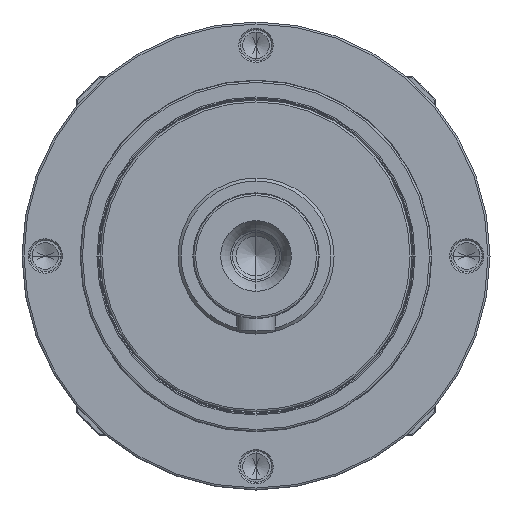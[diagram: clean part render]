
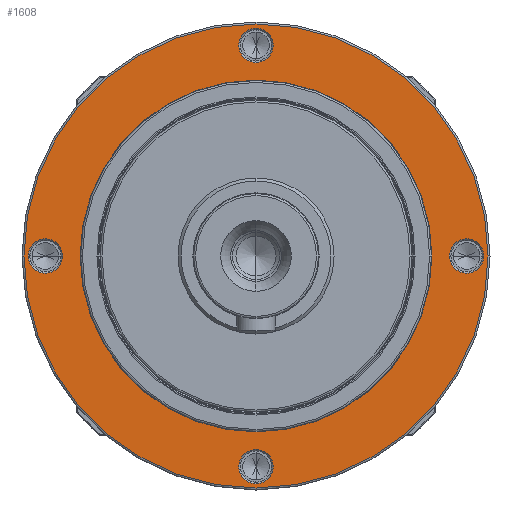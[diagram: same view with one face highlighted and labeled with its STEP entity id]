
A CAD part, left-side view. The second image highlights one B-rep face of the part: STEP entity #1608.
In plain terms, the highlighted planar face has unit normal (-1, 0, 0).
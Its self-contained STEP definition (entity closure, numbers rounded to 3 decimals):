
#308=CARTESIAN_POINT('',(7.,54.,0.));
#309=DIRECTION('',(1.,0.,0.));
#310=DIRECTION('',(0.,-1.,0.));
#311=AXIS2_PLACEMENT_3D('',#308,#309,#310);
#313=CARTESIAN_POINT('',(7.,54.,0.));
#314=DIRECTION('',(1.,0.,0.));
#315=DIRECTION('',(0.,1.,0.));
#316=AXIS2_PLACEMENT_3D('',#313,#314,#315);
#318=CARTESIAN_POINT('',(7.,0.,-54.));
#319=DIRECTION('',(1.,0.,0.));
#320=DIRECTION('',(0.,0.,-1.));
#321=AXIS2_PLACEMENT_3D('',#318,#319,#320);
#323=CARTESIAN_POINT('',(7.,0.,-54.));
#324=DIRECTION('',(1.,0.,0.));
#325=DIRECTION('',(0.,0.,1.));
#326=AXIS2_PLACEMENT_3D('',#323,#324,#325);
#328=CARTESIAN_POINT('',(7.,-54.,0.));
#329=DIRECTION('',(1.,0.,0.));
#330=DIRECTION('',(0.,-1.,0.));
#331=AXIS2_PLACEMENT_3D('',#328,#329,#330);
#333=CARTESIAN_POINT('',(7.,-54.,0.));
#334=DIRECTION('',(1.,0.,0.));
#335=DIRECTION('',(0.,1.,0.));
#336=AXIS2_PLACEMENT_3D('',#333,#334,#335);
#338=CARTESIAN_POINT('',(7.,0.,54.));
#339=DIRECTION('',(1.,0.,0.));
#340=DIRECTION('',(0.,0.,1.));
#341=AXIS2_PLACEMENT_3D('',#338,#339,#340);
#343=CARTESIAN_POINT('',(7.,0.,54.));
#344=DIRECTION('',(1.,0.,0.));
#345=DIRECTION('',(0.,0.,-1.));
#346=AXIS2_PLACEMENT_3D('',#343,#344,#345);
#348=CARTESIAN_POINT('',(7.,0.,0.));
#349=DIRECTION('',(1.,0.,0.));
#350=DIRECTION('',(0.,1.,0.));
#351=AXIS2_PLACEMENT_3D('',#348,#349,#350);
#353=CARTESIAN_POINT('',(7.,0.,0.));
#354=DIRECTION('',(1.,0.,0.));
#355=DIRECTION('',(0.,-1.,0.));
#356=AXIS2_PLACEMENT_3D('',#353,#354,#355);
#358=CARTESIAN_POINT('',(7.,0.,0.));
#359=DIRECTION('',(-1.,0.,0.));
#360=DIRECTION('',(0.,1.,0.));
#361=AXIS2_PLACEMENT_3D('',#358,#359,#360);
#363=CARTESIAN_POINT('',(7.,0.,0.));
#364=DIRECTION('',(-1.,0.,0.));
#365=DIRECTION('',(0.,-1.,0.));
#366=AXIS2_PLACEMENT_3D('',#363,#364,#365);
#995=CARTESIAN_POINT('',(7.,49.6,0.));
#996=CARTESIAN_POINT('',(7.,58.4,0.));
#997=VERTEX_POINT('',#995);
#998=VERTEX_POINT('',#996);
#999=CARTESIAN_POINT('',(7.,0.,-58.4));
#1000=CARTESIAN_POINT('',(7.,0.,-49.6));
#1001=VERTEX_POINT('',#999);
#1002=VERTEX_POINT('',#1000);
#1003=CARTESIAN_POINT('',(7.,-58.4,0.));
#1004=CARTESIAN_POINT('',(7.,-49.6,0.));
#1005=VERTEX_POINT('',#1003);
#1006=VERTEX_POINT('',#1004);
#1007=CARTESIAN_POINT('',(7.,0.,
58.4));
#1008=CARTESIAN_POINT('',(7.,0.,49.6));
#1009=VERTEX_POINT('',#1007);
#1010=VERTEX_POINT('',#1008);
#1039=CARTESIAN_POINT('',(7.,59.5,0.));
#1040=CARTESIAN_POINT('',(7.,-59.5,0.));
#1041=VERTEX_POINT('',#1039);
#1042=VERTEX_POINT('',#1040);
#1059=CARTESIAN_POINT('',(7.,45.1,0.));
#1060=CARTESIAN_POINT('',(7.,-45.1,0.));
#1061=VERTEX_POINT('',#1059);
#1062=VERTEX_POINT('',#1060);
#1568=CARTESIAN_POINT('',(7.,0.,0.));
#1569=DIRECTION('',(-1.,0.,0.));
#1570=DIRECTION('',(0.,1.,0.));
#1571=AXIS2_PLACEMENT_3D('',#1568,#1569,#1570);
#1572=PLANE('',#1571);
#1574=ORIENTED_EDGE('',*,*,#1573,.T.);
#1576=ORIENTED_EDGE('',*,*,#1575,.T.);
#1577=EDGE_LOOP('',(#1574,#1576));
#1578=FACE_OUTER_BOUND('',#1577,.F.);
#1580=ORIENTED_EDGE('',*,*,#1579,.F.);
#1582=ORIENTED_EDGE('',*,*,#1581,.F.);
#1583=EDGE_LOOP('',(#1580,#1582));
#1584=FACE_BOUND('',#1583,.F.);
#1586=ORIENTED_EDGE('',*,*,#1585,.F.);
#1588=ORIENTED_EDGE('',*,*,#1587,.F.);
#1589=EDGE_LOOP('',(#1586,#1588));
#1590=FACE_BOUND('',#1589,.F.);
#1592=ORIENTED_EDGE('',*,*,#1591,.F.);
#1594=ORIENTED_EDGE('',*,*,#1593,.F.);
#1595=EDGE_LOOP('',(#1592,#1594));
#1596=FACE_BOUND('',#1595,.F.);
#1598=ORIENTED_EDGE('',*,*,#1597,.F.);
#1600=ORIENTED_EDGE('',*,*,#1599,.F.);
#1601=EDGE_LOOP('',(#1598,#1600));
#1602=FACE_BOUND('',#1601,.F.);
#1604=ORIENTED_EDGE('',*,*,#1603,.T.);
#1605=ORIENTED_EDGE('',*,*,#1558,.T.);
#1606=EDGE_LOOP('',(#1604,#1605));
#1607=FACE_BOUND('',#1606,.F.);
#1608=ADVANCED_FACE('',(#1578,#1584,#1590,#1596,#1602,#1607),#1572,.T.);
#312=CIRCLE('',#311,4.4);
#317=CIRCLE('',#316,4.4);
#322=CIRCLE('',#321,4.4);
#327=CIRCLE('',#326,4.4);
#332=CIRCLE('',#331,4.4);
#337=CIRCLE('',#336,4.4);
#342=CIRCLE('',#341,4.4);
#347=CIRCLE('',#346,4.4);
#352=CIRCLE('',#351,59.5);
#357=CIRCLE('',#356,59.5);
#362=CIRCLE('',#361,45.1);
#367=CIRCLE('',#366,45.1);
#1558=EDGE_CURVE('',#1062,#1061,#367,.T.);
#1573=EDGE_CURVE('',#1041,#1042,#352,.T.);
#1575=EDGE_CURVE('',#1042,#1041,#357,.T.);
#1579=EDGE_CURVE('',#997,#998,#312,.T.);
#1581=EDGE_CURVE('',#998,#997,#317,.T.);
#1585=EDGE_CURVE('',#1001,#1002,#322,.T.);
#1587=EDGE_CURVE('',#1002,#1001,#327,.T.);
#1591=EDGE_CURVE('',#1005,#1006,#332,.T.);
#1593=EDGE_CURVE('',#1006,#1005,#337,.T.);
#1597=EDGE_CURVE('',#1009,#1010,#342,.T.);
#1599=EDGE_CURVE('',#1010,#1009,#347,.T.);
#1603=EDGE_CURVE('',#1061,#1062,#362,.T.);
